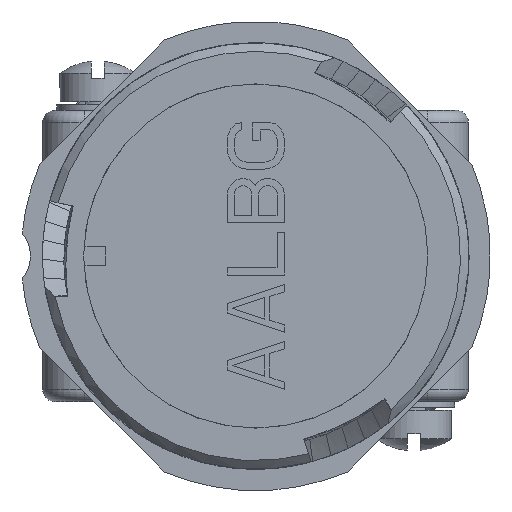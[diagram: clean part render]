
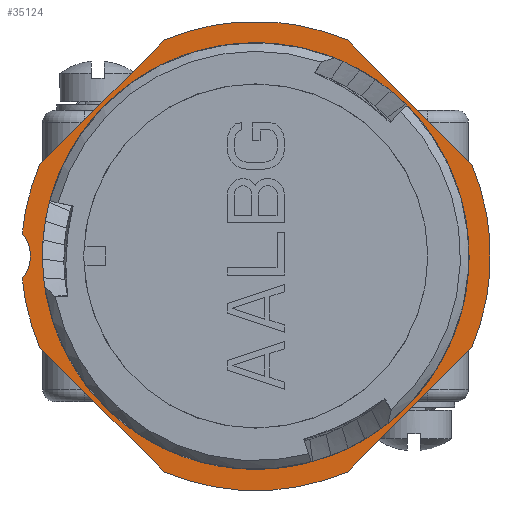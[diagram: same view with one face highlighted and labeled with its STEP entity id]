
A CAD part, left-side view. The second image highlights one B-rep face of the part: STEP entity #35124.
In plain terms, the highlighted planar face has unit normal (-1, 0, 0).
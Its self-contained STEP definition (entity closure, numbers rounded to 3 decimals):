
#604=CARTESIAN_POINT('',(19.,0.,0.));
#605=DIRECTION('',(1.,0.,0.));
#606=DIRECTION('',(0.,1.,0.));
#607=AXIS2_PLACEMENT_3D('',#604,#605,#606);
#1621=CARTESIAN_POINT('',(19.,0.,0.));
#1622=DIRECTION('',(-1.,0.,0.));
#1623=DIRECTION('',(0.,1.,0.));
#1624=AXIS2_PLACEMENT_3D('',#1621,#1622,#1623);
#2972=DIRECTION('',(0.,-0.707,0.707));
#2973=VECTOR('',#2972,15.414);
#2974=CARTESIAN_POINT('',(19.,18.92,8.021));
#2975=LINE('1857',#2974,#2973);
#2976=CARTESIAN_POINT('',(19.,0.,0.));
#2977=DIRECTION('',(-1.,0.,0.));
#2978=DIRECTION('',(0.,0.073,0.997));
#2979=AXIS2_PLACEMENT_3D('',#2976,#2977,#2978);
#2981=DIRECTION('',(0.,-1.,0.));
#2982=VECTOR('',#2981,3.005);
#2983=CARTESIAN_POINT('',(19.,1.502,20.495));
#2984=LINE('1882',#2983,#2982);
#2985=CARTESIAN_POINT('',(19.,0.,0.));
#2986=DIRECTION('',(-1.,0.,0.));
#2987=DIRECTION('',(0.,-0.39,0.921));
#2988=AXIS2_PLACEMENT_3D('',#2985,#2986,#2987);
#2990=DIRECTION('',(0.,-0.707,-0.707));
#2991=VECTOR('',#2990,15.414);
#2992=CARTESIAN_POINT('',(19.,-8.021,18.92));
#2993=LINE('1860',#2992,#2991);
#2994=CARTESIAN_POINT('',(19.,0.,0.));
#2995=DIRECTION('',(-1.,0.,0.));
#2996=DIRECTION('',(0.,-0.997,0.073));
#2997=AXIS2_PLACEMENT_3D('',#2994,#2995,#2996);
#2999=DIRECTION('',(0.,0.,-1.));
#3000=VECTOR('',#2999,3.005);
#3001=CARTESIAN_POINT('',(19.,-20.495,1.502));
#3002=LINE('1881',#3001,#3000);
#3003=CARTESIAN_POINT('',(19.,0.,0.));
#3004=DIRECTION('',(-1.,0.,0.));
#3005=DIRECTION('',(0.,-0.921,-0.39));
#3006=AXIS2_PLACEMENT_3D('',#3003,#3004,#3005);
#3008=DIRECTION('',(0.,0.707,-0.707));
#3009=VECTOR('',#3008,15.414);
#3010=CARTESIAN_POINT('',(19.,-18.92,-8.021));
#3011=LINE('1863',#3010,#3009);
#3012=CARTESIAN_POINT('',(19.,0.,0.));
#3013=DIRECTION('',(-1.,0.,0.));
#3014=DIRECTION('',(0.,-0.073,-0.997));
#3015=AXIS2_PLACEMENT_3D('',#3012,#3013,#3014);
#3017=DIRECTION('',(0.,1.,0.));
#3018=VECTOR('',#3017,3.005);
#3019=CARTESIAN_POINT('',(19.,-1.502,-20.495));
#3020=LINE('1880',#3019,#3018);
#3021=CARTESIAN_POINT('',(19.,0.,0.));
#3022=DIRECTION('',(-1.,0.,0.));
#3023=DIRECTION('',(0.,0.39,-0.921));
#3024=AXIS2_PLACEMENT_3D('',#3021,#3022,#3023);
#3026=DIRECTION('',(0.,0.707,0.707));
#3027=VECTOR('',#3026,15.414);
#3028=CARTESIAN_POINT('',(19.,8.021,-18.92));
#3029=LINE('1866',#3028,#3027);
#3030=CARTESIAN_POINT('',(19.,0.,0.));
#3031=DIRECTION('',(-1.,0.,0.));
#3032=DIRECTION('',(0.,0.995,-0.098));
#3033=AXIS2_PLACEMENT_3D('',#3030,#3031,#3032);
#3035=CARTESIAN_POINT('',(19.,22.915,0.));
#3036=DIRECTION('',(-1.,0.,0.));
#3037=DIRECTION('',(0.,-0.775,-0.632));
#3038=AXIS2_PLACEMENT_3D('',#3035,#3036,#3037);
#3040=CARTESIAN_POINT('',(19.,0.,0.));
#3041=DIRECTION('',(-1.,0.,0.));
#3042=DIRECTION('',(0.,0.921,0.39));
#3043=AXIS2_PLACEMENT_3D('',#3040,#3041,#3042);
#24805=CARTESIAN_POINT('',(19.,18.68,0.));
#24806=CARTESIAN_POINT('',(19.,-18.68,0.));
#24807=VERTEX_POINT('',#24805);
#24808=VERTEX_POINT('',#24806);
#25342=CARTESIAN_POINT('',(19.,18.92,8.021));
#25343=CARTESIAN_POINT('',(19.,8.021,18.92));
#25344=VERTEX_POINT('',#25342);
#25345=VERTEX_POINT('',#25343);
#25346=CARTESIAN_POINT('',(19.,-8.021,18.92));
#25347=CARTESIAN_POINT('',(19.,-1.502,20.495));
#25348=VERTEX_POINT('',#25346);
#25349=VERTEX_POINT('',#25347);
#25350=CARTESIAN_POINT('',(19.,1.502,20.495));
#25351=VERTEX_POINT('',#25350);
#25352=CARTESIAN_POINT('',(19.,-18.92,8.021));
#25353=VERTEX_POINT('',#25352);
#25354=CARTESIAN_POINT('',(19.,-18.92,-8.021));
#25355=CARTESIAN_POINT('',(19.,-20.495,-1.502));
#25356=VERTEX_POINT('',#25354);
#25357=VERTEX_POINT('',#25355);
#25358=CARTESIAN_POINT('',(19.,-20.495,1.502));
#25359=VERTEX_POINT('',#25358);
#25360=CARTESIAN_POINT('',(19.,-8.021,-18.92));
#25361=VERTEX_POINT('',#25360);
#25362=CARTESIAN_POINT('',(19.,8.021,-18.92));
#25363=CARTESIAN_POINT('',(19.,1.502,-20.495));
#25364=VERTEX_POINT('',#25362);
#25365=VERTEX_POINT('',#25363);
#25366=CARTESIAN_POINT('',(19.,-1.502,-20.495));
#25367=VERTEX_POINT('',#25366);
#25368=CARTESIAN_POINT('',(19.,18.92,-8.021));
#25369=VERTEX_POINT('',#25368);
#25370=CARTESIAN_POINT('',(19.,20.451,2.011));
#25371=VERTEX_POINT('',#25370);
#25372=CARTESIAN_POINT('',(19.,20.451,-2.011));
#25373=VERTEX_POINT('',#25372);
#35081=CARTESIAN_POINT('',(19.,0.,0.));
#35082=DIRECTION('',(1.,0.,0.));
#35083=DIRECTION('',(0.,-1.,0.));
#35084=AXIS2_PLACEMENT_3D('',#35081,#35082,#35083);
#35085=PLANE('248',#35084);
#35087=ORIENTED_EDGE('1857',*,*,#35086,.T.);
#35089=ORIENTED_EDGE('1859',*,*,#35088,.F.);
#35091=ORIENTED_EDGE('1882',*,*,#35090,.T.);
#35093=ORIENTED_EDGE('1858',*,*,#35092,.F.);
#35095=ORIENTED_EDGE('1860',*,*,#35094,.T.);
#35097=ORIENTED_EDGE('1862',*,*,#35096,.F.);
#35099=ORIENTED_EDGE('1881',*,*,#35098,.T.);
#35101=ORIENTED_EDGE('1861',*,*,#35100,.F.);
#35103=ORIENTED_EDGE('1863',*,*,#35102,.T.);
#35105=ORIENTED_EDGE('1865',*,*,#35104,.F.);
#35107=ORIENTED_EDGE('1880',*,*,#35106,.T.);
#35109=ORIENTED_EDGE('1864',*,*,#35108,.F.);
#35111=ORIENTED_EDGE('1866',*,*,#35110,.T.);
#35113=ORIENTED_EDGE('1868',*,*,#35112,.F.);
#35115=ORIENTED_EDGE('1884',*,*,#35114,.T.);
#35117=ORIENTED_EDGE('1867',*,*,#35116,.F.);
#35118=EDGE_LOOP('248',(#35087,#35089,#35091,#35093,#35095,#35097,#35099,#35101,
#35103,#35105,#35107,#35109,#35111,#35113,#35115,#35117));
#35119=FACE_OUTER_BOUND('248',#35118,.F.);
#35120=ORIENTED_EDGE('1271',*,*,#31117,.T.);
#35121=ORIENTED_EDGE('1270',*,*,#28164,.F.);
#35122=EDGE_LOOP('248',(#35120,#35121));
#35123=FACE_BOUND('248',#35122,.F.);
#608=CIRCLE('1270',#607,18.68);
#1625=CIRCLE('1271',#1624,18.68);
#2980=CIRCLE('1859',#2979,20.55);
#2989=CIRCLE('1858',#2988,20.55);
#2998=CIRCLE('1862',#2997,20.55);
#3007=CIRCLE('1861',#3006,20.55);
#3016=CIRCLE('1865',#3015,20.55);
#3025=CIRCLE('1864',#3024,20.55);
#3034=CIRCLE('1868',#3033,20.55);
#3039=CIRCLE('1884',#3038,3.18);
#3044=CIRCLE('1867',#3043,20.55);
#28164=EDGE_CURVE('1270',#24807,#24808,#608,.T.);
#31117=EDGE_CURVE('1271',#24807,#24808,#1625,.T.);
#35086=EDGE_CURVE('1857',#25344,#25345,#2975,.T.);
#35088=EDGE_CURVE('1859',#25351,#25345,#2980,.T.);
#35090=EDGE_CURVE('1882',#25351,#25349,#2984,.T.);
#35092=EDGE_CURVE('1858',#25348,#25349,#2989,.T.);
#35094=EDGE_CURVE('1860',#25348,#25353,#2993,.T.);
#35096=EDGE_CURVE('1862',#25359,#25353,#2998,.T.);
#35098=EDGE_CURVE('1881',#25359,#25357,#3002,.T.);
#35100=EDGE_CURVE('1861',#25356,#25357,#3007,.T.);
#35102=EDGE_CURVE('1863',#25356,#25361,#3011,.T.);
#35104=EDGE_CURVE('1865',#25367,#25361,#3016,.T.);
#35106=EDGE_CURVE('1880',#25367,#25365,#3020,.T.);
#35108=EDGE_CURVE('1864',#25364,#25365,#3025,.T.);
#35110=EDGE_CURVE('1866',#25364,#25369,#3029,.T.);
#35112=EDGE_CURVE('1868',#25373,#25369,#3034,.T.);
#35114=EDGE_CURVE('1884',#25373,#25371,#3039,.T.);
#35116=EDGE_CURVE('1867',#25344,#25371,#3044,.T.);
#35124=ADVANCED_FACE('248',(#35119,#35123),#35085,.F.);
